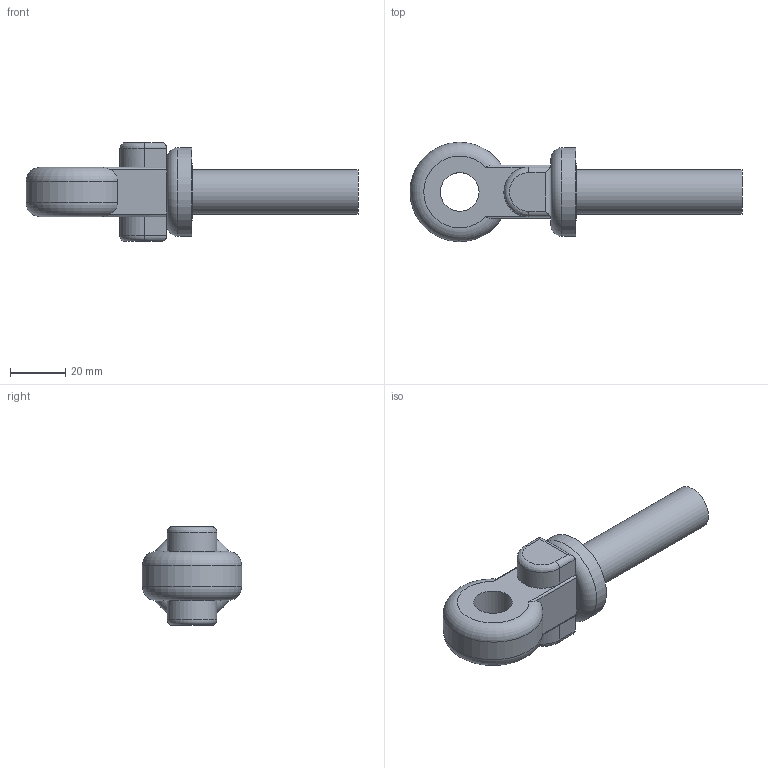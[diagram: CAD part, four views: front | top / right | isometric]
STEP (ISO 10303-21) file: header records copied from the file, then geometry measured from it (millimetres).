
FILE_DESCRIPTION(/* description */ (''),/* implementation_level */ '2;1');
FILE_NAME(/* name */ 'Damper1.stp',/* time_stamp */ '2019-02-12T10:28:33+08:00',/* author */ ('Administrator'),/* organization */ (''),/* preprocessor_version */ 'ST-DEVELOPER v17',/* originating_system */ 'Autodesk Inventor 2019',/* authorisation */ '');
FILE_SCHEMA (('AUTOMOTIVE_DESIGN { 1 0 10303 214 3 1 1 }'));
Length unit declared in the file: millimetre
Products named in the file (2): 部件1; front_fastace_spring2
Assembly tree (1 placements, depth 2):
  部件1
    front_fastace_spring2
Bounding box: 120.2 x 35.99 x 35.8 mm (x, y, z)
Volume: 12427.3 mm3; surface area: 11255.1 mm2
Topology: 1 solids, 2 shells, 40 faces, 96 edges, 61 vertices
Faces by surface type: plane 18, cylinder 16, torus 4, bspline 2
Full cylindrical faces by diameter (mm): 14 x1, 16.239 x1, 20.6 x1, 32.1 x1
Entity records: 1682 total; most frequent: CARTESIAN_POINT 663, DIRECTION 208, ORIENTED_EDGE 191, EDGE_CURVE 96, AXIS2_PLACEMENT_3D 82, VERTEX_POINT 61, EDGE_LOOP 44, LINE 44
